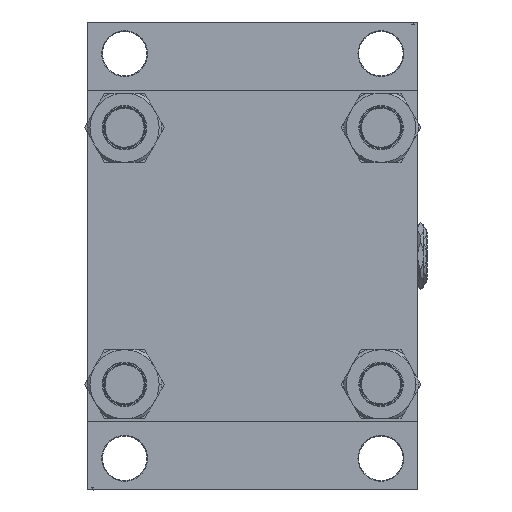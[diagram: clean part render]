
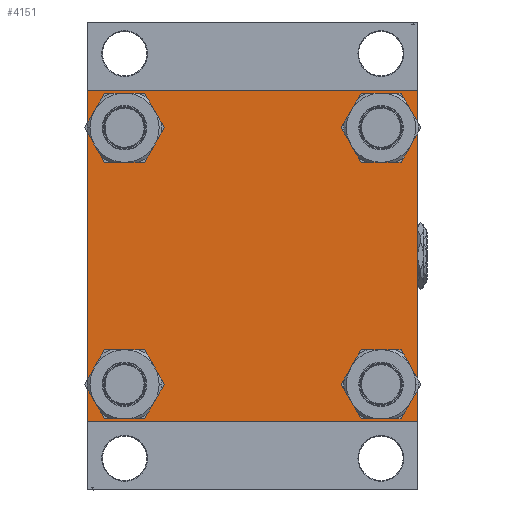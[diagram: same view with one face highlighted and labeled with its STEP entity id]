
A CAD part, left-side view. The second image highlights one B-rep face of the part: STEP entity #4151.
In plain terms, the highlighted planar face has unit normal (-1, 0, 0).
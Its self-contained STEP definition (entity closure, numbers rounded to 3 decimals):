
#8 = VERTEX_POINT ( 'NONE', #14423 ) ;
#49 = ORIENTED_EDGE ( 'NONE', *, *, #17158, .T. ) ;
#489 = DIRECTION ( 'NONE',  ( 0., 0.707, -0.707 ) ) ;
#538 = VERTEX_POINT ( 'NONE', #30913 ) ;
#739 = LINE ( 'NONE', #4996, #40556 ) ;
#910 = ORIENTED_EDGE ( 'NONE', *, *, #14659, .T. ) ;
#2210 = VERTEX_POINT ( 'NONE', #26934 ) ;
#2234 = DIRECTION ( 'NONE',  ( 0., 0., -1. ) ) ;
#2243 = FACE_BOUND ( 'NONE', #24436, .T. ) ;
#2491 = PLANE ( 'NONE',  #6707 ) ;
#2739 = FACE_BOUND ( 'NONE', #25634, .T. ) ;
#2805 = AXIS2_PLACEMENT_3D ( 'NONE', #43613, #5431, #5911 ) ;
#2998 = DIRECTION ( 'NONE',  ( -1., 0., 0. ) ) ;
#3497 = EDGE_CURVE ( 'NONE', #7993, #8, #22848, .T. ) ;
#3560 = DIRECTION ( 'NONE',  ( 0., 0., 1. ) ) ;
#3644 = CARTESIAN_POINT ( 'NONE',  ( 0., 95.1, 95.1 ) ) ;
#4151 = ADVANCED_FACE ( 'NONE', ( #25847, #2739, #6266, #2243, #40678 ), #2491, .T. ) ;
#4996 = CARTESIAN_POINT ( 'NONE',  ( 0., 122.25, 122.25 ) ) ;
#5431 = DIRECTION ( 'NONE',  ( 1., 0., 0. ) ) ;
#5911 = DIRECTION ( 'NONE',  ( 0., 0., 1. ) ) ;
#5994 = VERTEX_POINT ( 'NONE', #8442 ) ;
#6148 = DIRECTION ( 'NONE',  ( 0., 0., 1. ) ) ;
#6266 = FACE_BOUND ( 'NONE', #34102, .T. ) ;
#6633 = EDGE_CURVE ( 'NONE', #538, #25820, #12392, .T. ) ;
#6707 = AXIS2_PLACEMENT_3D ( 'NONE', #44714, #2998, #44455 ) ;
#6777 = EDGE_CURVE ( 'NONE', #22856, #13406, #20409, .T. ) ;
#6823 = DIRECTION ( 'NONE',  ( 0., 0., 1. ) ) ;
#7993 = VERTEX_POINT ( 'NONE', #39355 ) ;
#8442 = CARTESIAN_POINT ( 'NONE',  ( 0., 95.1, -110.6 ) ) ;
#8759 = EDGE_CURVE ( 'NONE', #16547, #7993, #10720, .T. ) ;
#8780 = ORIENTED_EDGE ( 'NONE', *, *, #21284, .T. ) ;
#9641 = EDGE_CURVE ( 'NONE', #25820, #538, #30967, .T. ) ;
#9874 = VECTOR ( 'NONE', #35206, 1000. ) ;
#10288 = ORIENTED_EDGE ( 'NONE', *, *, #6633, .T. ) ;
#10336 = CARTESIAN_POINT ( 'NONE',  ( 0., 122.25, -122.25 ) ) ;
#10720 = LINE ( 'NONE', #41087, #26103 ) ;
#11690 = DIRECTION ( 'NONE',  ( 0., 0., 1. ) ) ;
#11791 = DIRECTION ( 'NONE',  ( 1., 0., 0. ) ) ;
#12392 = CIRCLE ( 'NONE', #48487, 15.5 ) ;
#12406 = ORIENTED_EDGE ( 'NONE', *, *, #8759, .T. ) ;
#13386 = CIRCLE ( 'NONE', #24704, 15.5 ) ;
#13406 = VERTEX_POINT ( 'NONE', #15372 ) ;
#13771 = EDGE_CURVE ( 'NONE', #8, #15946, #39383, .T. ) ;
#13890 = VECTOR ( 'NONE', #48751, 1000. ) ;
#14423 = CARTESIAN_POINT ( 'NONE',  ( 0., 122., -122.5 ) ) ;
#14659 = EDGE_CURVE ( 'NONE', #5994, #46849, #13386, .T. ) ;
#15372 = CARTESIAN_POINT ( 'NONE',  ( 0., -95.1, 79.6 ) ) ;
#15514 = VERTEX_POINT ( 'NONE', #23741 ) ;
#15878 = EDGE_LOOP ( 'NONE', ( #20553, #17175 ) ) ;
#15946 = VERTEX_POINT ( 'NONE', #40233 ) ;
#16078 = EDGE_CURVE ( 'NONE', #44103, #41139, #37910, .T. ) ;
#16547 = VERTEX_POINT ( 'NONE', #23207 ) ;
#16557 = AXIS2_PLACEMENT_3D ( 'NONE', #49389, #30055, #48636 ) ;
#16997 = EDGE_CURVE ( 'NONE', #15946, #2210, #18895, .T. ) ;
#17158 = EDGE_CURVE ( 'NONE', #30233, #20130, #34954, .T. ) ;
#17175 = ORIENTED_EDGE ( 'NONE', *, *, #45629, .T. ) ;
#17420 = ORIENTED_EDGE ( 'NONE', *, *, #49504, .F. ) ;
#18895 = LINE ( 'NONE', #42972, #9874 ) ;
#18982 = DIRECTION ( 'NONE',  ( 1., 0., 0. ) ) ;
#19459 = AXIS2_PLACEMENT_3D ( 'NONE', #37476, #11791, #6823 ) ;
#20130 = VERTEX_POINT ( 'NONE', #24102 ) ;
#20293 = CARTESIAN_POINT ( 'NONE',  ( 0., 122.5, -122.5 ) ) ;
#20409 = CIRCLE ( 'NONE', #28481, 15.5 ) ;
#20553 = ORIENTED_EDGE ( 'NONE', *, *, #6777, .T. ) ;
#21284 = EDGE_CURVE ( 'NONE', #41139, #44103, #33254, .T. ) ;
#22013 = AXIS2_PLACEMENT_3D ( 'NONE', #3644, #18982, #11690 ) ;
#22252 = CARTESIAN_POINT ( 'NONE',  ( 0., -95.1, 110.6 ) ) ;
#22848 = LINE ( 'NONE', #10336, #13890 ) ;
#22856 = VERTEX_POINT ( 'NONE', #22252 ) ;
#22889 = CARTESIAN_POINT ( 'NONE',  ( 0., -95.1, -95.1 ) ) ;
#23207 = CARTESIAN_POINT ( 'NONE',  ( 0., 122.5, 122. ) ) ;
#23741 = CARTESIAN_POINT ( 'NONE',  ( 0., 122., 122.5 ) ) ;
#24102 = CARTESIAN_POINT ( 'NONE',  ( 0., -122., 122.5 ) ) ;
#24436 = EDGE_LOOP ( 'NONE', ( #36320, #8780 ) ) ;
#24666 = VECTOR ( 'NONE', #32112, 1000. ) ;
#24704 = AXIS2_PLACEMENT_3D ( 'NONE', #47861, #33038, #6148 ) ;
#24849 = CARTESIAN_POINT ( 'NONE',  ( 0., -122.5, 122.5 ) ) ;
#24855 = DIRECTION ( 'NONE',  ( 0., 0., 1. ) ) ;
#25388 = VECTOR ( 'NONE', #2234, 1000. ) ;
#25634 = EDGE_LOOP ( 'NONE', ( #10288, #28847 ) ) ;
#25820 = VERTEX_POINT ( 'NONE', #45526 ) ;
#25845 = DIRECTION ( 'NONE',  ( 1., 0., 0. ) ) ;
#25847 = FACE_BOUND ( 'NONE', #15878, .T. ) ;
#26103 = VECTOR ( 'NONE', #34079, 1000. ) ;
#26392 = CARTESIAN_POINT ( 'NONE',  ( 0., 95.1, 110.6 ) ) ;
#26934 = CARTESIAN_POINT ( 'NONE',  ( 0., -122.5, -122. ) ) ;
#28185 = ORIENTED_EDGE ( 'NONE', *, *, #29638, .F. ) ;
#28331 = VECTOR ( 'NONE', #46508, 1000. ) ;
#28481 = AXIS2_PLACEMENT_3D ( 'NONE', #36177, #25845, #24855 ) ;
#28618 = EDGE_LOOP ( 'NONE', ( #12406, #32750, #30020, #36383, #17420, #49, #28185, #35098 ) ) ;
#28847 = ORIENTED_EDGE ( 'NONE', *, *, #9641, .T. ) ;
#28873 = DIRECTION ( 'NONE',  ( 0., 0., 1. ) ) ;
#29103 = CARTESIAN_POINT ( 'NONE',  ( 0., -122.5, 122. ) ) ;
#29227 = LINE ( 'NONE', #29739, #45485 ) ;
#29638 = EDGE_CURVE ( 'NONE', #15514, #20130, #29227, .T. ) ;
#29739 = CARTESIAN_POINT ( 'NONE',  ( 0., 122.5, 122.5 ) ) ;
#30020 = ORIENTED_EDGE ( 'NONE', *, *, #13771, .T. ) ;
#30055 = DIRECTION ( 'NONE',  ( 1., 0., 0. ) ) ;
#30233 = VERTEX_POINT ( 'NONE', #29103 ) ;
#30913 = CARTESIAN_POINT ( 'NONE',  ( 0., -95.1, -79.6 ) ) ;
#30967 = CIRCLE ( 'NONE', #42175, 15.5 ) ;
#31197 = CARTESIAN_POINT ( 'NONE',  ( 0., -122.25, 122.25 ) ) ;
#32112 = DIRECTION ( 'NONE',  ( 0., -1., 0. ) ) ;
#32750 = ORIENTED_EDGE ( 'NONE', *, *, #3497, .T. ) ;
#32929 = ORIENTED_EDGE ( 'NONE', *, *, #46635, .T. ) ;
#32998 = DIRECTION ( 'NONE',  ( 0., -1., 0. ) ) ;
#33038 = DIRECTION ( 'NONE',  ( 1., 0., 0. ) ) ;
#33254 = CIRCLE ( 'NONE', #22013, 15.5 ) ;
#33399 = DIRECTION ( 'NONE',  ( 1., 0., 0. ) ) ;
#34079 = DIRECTION ( 'NONE',  ( 0., 0., -1. ) ) ;
#34102 = EDGE_LOOP ( 'NONE', ( #32929, #910 ) ) ;
#34143 = CIRCLE ( 'NONE', #2805, 15.5 ) ;
#34796 = CARTESIAN_POINT ( 'NONE',  ( 0., 95.1, -79.6 ) ) ;
#34954 = LINE ( 'NONE', #31197, #28331 ) ;
#35098 = ORIENTED_EDGE ( 'NONE', *, *, #45047, .T. ) ;
#35206 = DIRECTION ( 'NONE',  ( 0., -0.707, 0.707 ) ) ;
#36169 = LINE ( 'NONE', #24849, #25388 ) ;
#36177 = CARTESIAN_POINT ( 'NONE',  ( 0., -95.1, 95.1 ) ) ;
#36320 = ORIENTED_EDGE ( 'NONE', *, *, #16078, .T. ) ;
#36383 = ORIENTED_EDGE ( 'NONE', *, *, #16997, .T. ) ;
#37033 = CARTESIAN_POINT ( 'NONE',  ( 0., 95.1, 79.6 ) ) ;
#37476 = CARTESIAN_POINT ( 'NONE',  ( 0., 95.1, 95.1 ) ) ;
#37910 = CIRCLE ( 'NONE', #19459, 15.5 ) ;
#38214 = CIRCLE ( 'NONE', #16557, 15.5 ) ;
#38218 = DIRECTION ( 'NONE',  ( 1., 0., 0. ) ) ;
#39355 = CARTESIAN_POINT ( 'NONE',  ( 0., 122.5, -122. ) ) ;
#39383 = LINE ( 'NONE', #20293, #24666 ) ;
#40233 = CARTESIAN_POINT ( 'NONE',  ( 0., -122., -122.5 ) ) ;
#40556 = VECTOR ( 'NONE', #489, 1000. ) ;
#40678 = FACE_OUTER_BOUND ( 'NONE', #28618, .T. ) ;
#41087 = CARTESIAN_POINT ( 'NONE',  ( 0., 122.5, 122.5 ) ) ;
#41139 = VERTEX_POINT ( 'NONE', #37033 ) ;
#42175 = AXIS2_PLACEMENT_3D ( 'NONE', #48456, #33399, #28873 ) ;
#42972 = CARTESIAN_POINT ( 'NONE',  ( 0., -122.25, -122.25 ) ) ;
#43613 = CARTESIAN_POINT ( 'NONE',  ( 0., 95.1, -95.1 ) ) ;
#44103 = VERTEX_POINT ( 'NONE', #26392 ) ;
#44455 = DIRECTION ( 'NONE',  ( 0., 0., 1. ) ) ;
#44714 = CARTESIAN_POINT ( 'NONE',  ( 0., 0., 0. ) ) ;
#45047 = EDGE_CURVE ( 'NONE', #15514, #16547, #739, .T. ) ;
#45485 = VECTOR ( 'NONE', #32998, 1000. ) ;
#45526 = CARTESIAN_POINT ( 'NONE',  ( 0., -95.1, -110.6 ) ) ;
#45629 = EDGE_CURVE ( 'NONE', #13406, #22856, #38214, .T. ) ;
#46508 = DIRECTION ( 'NONE',  ( 0., 0.707, 0.707 ) ) ;
#46635 = EDGE_CURVE ( 'NONE', #46849, #5994, #34143, .T. ) ;
#46849 = VERTEX_POINT ( 'NONE', #34796 ) ;
#47861 = CARTESIAN_POINT ( 'NONE',  ( 0., 95.1, -95.1 ) ) ;
#48456 = CARTESIAN_POINT ( 'NONE',  ( 0., -95.1, -95.1 ) ) ;
#48487 = AXIS2_PLACEMENT_3D ( 'NONE', #22889, #38218, #3560 ) ;
#48636 = DIRECTION ( 'NONE',  ( 0., 0., 1. ) ) ;
#48751 = DIRECTION ( 'NONE',  ( 0., -0.707, -0.707 ) ) ;
#49389 = CARTESIAN_POINT ( 'NONE',  ( 0., -95.1, 95.1 ) ) ;
#49504 = EDGE_CURVE ( 'NONE', #30233, #2210, #36169, .T. ) ;
